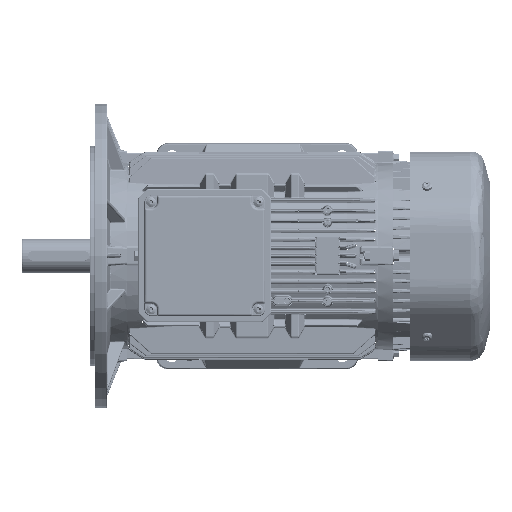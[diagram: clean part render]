
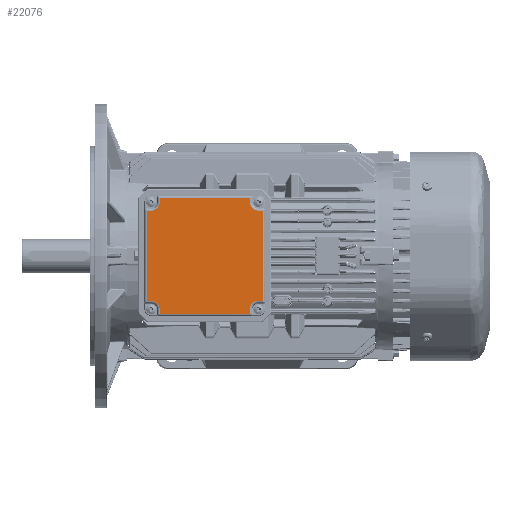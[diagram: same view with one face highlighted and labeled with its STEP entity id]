
A CAD part, top view. The second image highlights one B-rep face of the part: STEP entity #22076.
In plain terms, the highlighted planar face has unit normal (0, 0, 1).
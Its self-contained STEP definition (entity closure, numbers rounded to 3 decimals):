
#16601=PLANE('',#144245);
#22076=ADVANCED_FACE('',(#32457),#16601,.T.);
#32457=FACE_OUTER_BOUND('',#40003,.T.);
#40003=EDGE_LOOP('',(#81823,#81824,#81825,#81826,#81827,#81828,#81829,#81830,
#81831,#81832,#81833,#81834,#81835,#81836,#81837,#81838));
#47825=LINE('',#247623,#55240);
#47827=LINE('',#247641,#55242);
#47840=LINE('',#247702,#55255);
#47844=LINE('',#247759,#55259);
#47845=LINE('',#247772,#55260);
#47877=LINE('',#247899,#55292);
#47886=LINE('',#248048,#55301);
#47887=LINE('',#248056,#55302);
#47888=LINE('',#248058,#55303);
#47890=LINE('',#248061,#55305);
#47918=LINE('',#248202,#55333);
#47919=LINE('',#248203,#55334);
#55240=VECTOR('',#169392,1.);
#55242=VECTOR('',#169398,1.);
#55255=VECTOR('',#169441,1.);
#55259=VECTOR('',#169453,1.);
#55260=VECTOR('',#169468,1.);
#55292=VECTOR('',#169546,1.);
#55301=VECTOR('',#169629,1.);
#55302=VECTOR('',#169640,1.);
#55303=VECTOR('',#169643,1.);
#55305=VECTOR('',#169647,1.);
#55333=VECTOR('',#169789,1.);
#55334=VECTOR('',#169790,1.);
#81823=ORIENTED_EDGE('',*,*,#124511,.T.);
#81824=ORIENTED_EDGE('',*,*,#124507,.T.);
#81825=ORIENTED_EDGE('',*,*,#124504,.T.);
#81826=ORIENTED_EDGE('',*,*,#124509,.T.);
#81827=ORIENTED_EDGE('',*,*,#124508,.T.);
#81828=ORIENTED_EDGE('',*,*,#124420,.T.);
#81829=ORIENTED_EDGE('',*,*,#124567,.T.);
#81830=ORIENTED_EDGE('',*,*,#124409,.T.);
#81831=ORIENTED_EDGE('',*,*,#124383,.T.);
#81832=ORIENTED_EDGE('',*,*,#124391,.T.);
#81833=ORIENTED_EDGE('',*,*,#124468,.T.);
#81834=ORIENTED_EDGE('',*,*,#124387,.T.);
#81835=ORIENTED_EDGE('',*,*,#124568,.T.);
#81836=ORIENTED_EDGE('',*,*,#124569,.T.);
#81837=ORIENTED_EDGE('',*,*,#124417,.T.);
#81838=ORIENTED_EDGE('',*,*,#124423,.T.);
#104124=VERTEX_POINT('',#247486);
#104131=VERTEX_POINT('',#247546);
#104148=VERTEX_POINT('',#247624);
#104149=VERTEX_POINT('',#247625);
#104152=VERTEX_POINT('',#247642);
#104155=VERTEX_POINT('',#247658);
#104165=VERTEX_POINT('',#247703);
#104170=VERTEX_POINT('',#247760);
#104172=VERTEX_POINT('',#247765);
#104173=VERTEX_POINT('',#247767);
#104175=VERTEX_POINT('',#247773);
#104204=VERTEX_POINT('',#247915);
#104205=VERTEX_POINT('',#247960);
#104218=VERTEX_POINT('',#248049);
#104219=VERTEX_POINT('',#248053);
#104242=VERTEX_POINT('',#248204);
#124383=EDGE_CURVE('',#104148,#104149,#47825,.T.);
#124387=EDGE_CURVE('',#104124,#104152,#47827,.T.);
#124391=EDGE_CURVE('',#104149,#104155,#134506,.T.);
#124409=EDGE_CURVE('',#104165,#104148,#47840,.T.);
#124417=EDGE_CURVE('',#104170,#104131,#47844,.T.);
#124420=EDGE_CURVE('',#104173,#104172,#134516,.T.);
#124423=EDGE_CURVE('',#104131,#104175,#47845,.T.);
#124468=EDGE_CURVE('',#104155,#104124,#47877,.T.);
#124504=EDGE_CURVE('',#104218,#104204,#47886,.T.);
#124507=EDGE_CURVE('',#104219,#104218,#134555,.T.);
#124508=EDGE_CURVE('',#104205,#104173,#47887,.T.);
#124509=EDGE_CURVE('',#104204,#104205,#47888,.T.);
#124511=EDGE_CURVE('',#104175,#104219,#47890,.T.);
#124567=EDGE_CURVE('',#104172,#104165,#47918,.T.);
#124568=EDGE_CURVE('',#104152,#104242,#47919,.T.);
#124569=EDGE_CURVE('',#104242,#104170,#134583,.T.);
#134506=CIRCLE('',#144096,7.);
#134516=CIRCLE('',#144116,7.);
#134555=CIRCLE('',#144183,7.);
#134583=CIRCLE('',#144244,7.);
#144096=AXIS2_PLACEMENT_3D('',#247659,#169404,#169405);
#144116=AXIS2_PLACEMENT_3D('',#247766,#169460,#169461);
#144183=AXIS2_PLACEMENT_3D('',#248054,#169636,#169637);
#144244=AXIS2_PLACEMENT_3D('',#248205,#169791,#169792);
#144245=AXIS2_PLACEMENT_3D('',#248206,#169793,#169794);
#169392=DIRECTION('',(-1.,0.,0.));
#169398=DIRECTION('',(-1.,0.,0.));
#169404=DIRECTION('',(0.,0.,-1.));
#169405=DIRECTION('',(-1.,0.,0.));
#169441=DIRECTION('',(0.,1.,0.));
#169453=DIRECTION('',(-1.,0.,0.));
#169460=DIRECTION('',(0.,0.,-1.));
#169461=DIRECTION('',(-1.,0.,0.));
#169468=DIRECTION('',(0.,-1.,0.));
#169546=DIRECTION('',(0.,1.,0.));
#169629=DIRECTION('',(0.,-1.,0.));
#169636=DIRECTION('',(0.,0.,-1.));
#169637=DIRECTION('',(-1.,0.,0.));
#169640=DIRECTION('',(0.,1.,0.));
#169643=DIRECTION('',(1.,0.,0.));
#169647=DIRECTION('',(1.,0.,0.));
#169789=DIRECTION('',(1.,0.,0.));
#169790=DIRECTION('',(0.,-1.,0.));
#169791=DIRECTION('',(0.,0.,-1.));
#169792=DIRECTION('',(-1.,0.,0.));
#169793=DIRECTION('',(0.,0.,1.));
#169794=DIRECTION('',(1.,0.,0.));
#247486=CARTESIAN_POINT('',(104.5,47.5,133.05));
#247546=CARTESIAN_POINT('',(20.,37.,133.05));
#247623=CARTESIAN_POINT('',(111.5,37.,133.05));
#247624=CARTESIAN_POINT('',(115.,37.,133.05));
#247625=CARTESIAN_POINT('',(111.5,37.,133.05));
#247641=CARTESIAN_POINT('',(28.5,47.5,133.05));
#247642=CARTESIAN_POINT('',(30.5,47.5,133.05));
#247658=CARTESIAN_POINT('',(104.5,44.,133.05));
#247659=CARTESIAN_POINT('',(111.5,44.,133.05));
#247702=CARTESIAN_POINT('',(115.,39.,133.05));
#247703=CARTESIAN_POINT('',(115.,-37.,133.05));
#247759=CARTESIAN_POINT('',(18.,37.,133.05));
#247760=CARTESIAN_POINT('',(23.5,37.,133.05));
#247765=CARTESIAN_POINT('',(111.5,-37.,133.05));
#247766=CARTESIAN_POINT('',(111.5,-44.,133.05));
#247767=CARTESIAN_POINT('',(104.5,-44.,133.05));
#247772=CARTESIAN_POINT('',(20.,-39.,133.05));
#247773=CARTESIAN_POINT('',(20.,-37.,133.05));
#247899=CARTESIAN_POINT('',(104.5,49.5,133.05));
#247915=CARTESIAN_POINT('',(30.5,-47.5,133.05));
#247960=CARTESIAN_POINT('',(104.5,-47.5,133.05));
#248048=CARTESIAN_POINT('',(30.5,-49.5,133.05));
#248049=CARTESIAN_POINT('',(30.5,-44.,133.05));
#248053=CARTESIAN_POINT('',(23.5,-37.,133.05));
#248054=CARTESIAN_POINT('',(23.5,-44.,133.05));
#248056=CARTESIAN_POINT('',(104.5,-44.,133.05));
#248058=CARTESIAN_POINT('',(106.5,-47.5,133.05));
#248061=CARTESIAN_POINT('',(23.5,-37.,133.05));
#248202=CARTESIAN_POINT('',(117.,-37.,133.05));
#248203=CARTESIAN_POINT('',(30.5,44.,133.05));
#248204=CARTESIAN_POINT('',(30.5,44.,133.05));
#248205=CARTESIAN_POINT('',(23.5,44.,133.05));
#248206=CARTESIAN_POINT('',(23.5,-44.,133.05));
